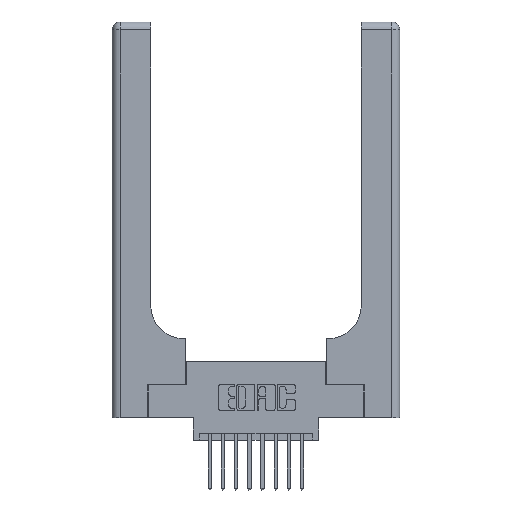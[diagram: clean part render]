
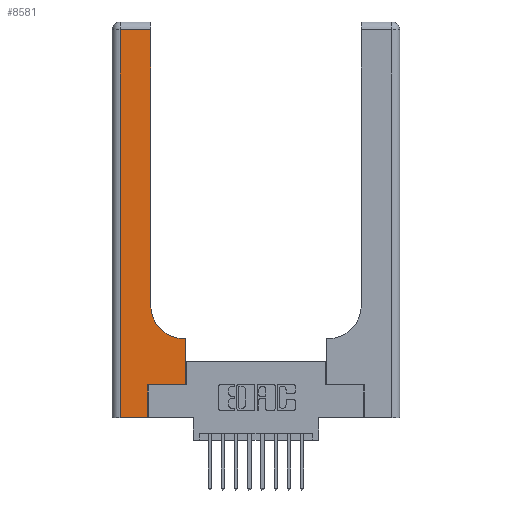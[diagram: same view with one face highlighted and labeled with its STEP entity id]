
A CAD part, top view. The second image highlights one B-rep face of the part: STEP entity #8581.
In plain terms, the highlighted planar face has unit normal (0, 0, 1).
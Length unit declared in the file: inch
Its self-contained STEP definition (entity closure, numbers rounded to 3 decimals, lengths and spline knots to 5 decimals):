
#41 = ORIENTED_EDGE ( 'NONE', *, *, #13427, .T. ) ;
#134 = LINE ( 'NONE', #362, #13086 ) ;
#173 = VERTEX_POINT ( 'NONE', #3821 ) ;
#271 = DIRECTION ( 'NONE',  ( 0., 0., -1. ) ) ;
#362 = CARTESIAN_POINT ( 'NONE',  ( 0.06, 3., 0.37 ) ) ;
#382 = CARTESIAN_POINT ( 'NONE',  ( 0.5415, 0.85, 0.37 ) ) ;
#510 = CARTESIAN_POINT ( 'NONE',  ( 0.269, 0.25, 0.37 ) ) ;
#672 = LINE ( 'NONE', #15003, #8693 ) ;
#1055 = LINE ( 'NONE', #13706, #5361 ) ;
#1266 = VERTEX_POINT ( 'NONE', #11128 ) ;
#1744 = DIRECTION ( 'NONE',  ( 0., 1., 0. ) ) ;
#1769 = ORIENTED_EDGE ( 'NONE', *, *, #15453, .T. ) ;
#1826 = VECTOR ( 'NONE', #4038, 39.37008 ) ;
#1882 = EDGE_CURVE ( 'NONE', #1266, #5813, #12508, .T. ) ;
#2243 = LINE ( 'NONE', #510, #5789 ) ;
#2392 = LINE ( 'NONE', #10356, #1826 ) ;
#2815 = DIRECTION ( 'NONE',  ( 1., 0., 0. ) ) ;
#3426 = PLANE ( 'NONE',  #7512 ) ;
#3635 = CARTESIAN_POINT ( 'NONE',  ( 0., 3., 0.37 ) ) ;
#3821 = CARTESIAN_POINT ( 'NONE',  ( 0.2915, 0.85, 0.37 ) ) ;
#3826 = EDGE_CURVE ( 'NONE', #173, #11347, #2392, .T. ) ;
#4038 = DIRECTION ( 'NONE',  ( 0., 1., 0. ) ) ;
#4055 = LINE ( 'NONE', #9100, #11715 ) ;
#4068 = ORIENTED_EDGE ( 'NONE', *, *, #15438, .T. ) ;
#4115 = DIRECTION ( 'NONE',  ( -1., 0., 0. ) ) ;
#4133 = DIRECTION ( 'NONE',  ( -1., 0., 0. ) ) ;
#5183 = CARTESIAN_POINT ( 'NONE',  ( 0.06, 2.94, 0.37 ) ) ;
#5197 = CARTESIAN_POINT ( 'NONE',  ( 0.269, 0., 0.37 ) ) ;
#5272 = DIRECTION ( 'NONE',  ( 0., -1., 0. ) ) ;
#5361 = VECTOR ( 'NONE', #10161, 39.37008 ) ;
#5789 = VECTOR ( 'NONE', #11998, 39.37008 ) ;
#5813 = VERTEX_POINT ( 'NONE', #5197 ) ;
#5885 = VERTEX_POINT ( 'NONE', #5183 ) ;
#5907 = CARTESIAN_POINT ( 'NONE',  ( 0.2915, 2.94, 0.37 ) ) ;
#5962 = EDGE_CURVE ( 'NONE', #14862, #173, #14549, .T. ) ;
#6514 = ORIENTED_EDGE ( 'NONE', *, *, #1882, .T. ) ;
#6764 = DIRECTION ( 'NONE',  ( 0., 1., 0. ) ) ;
#6798 = LINE ( 'NONE', #7962, #14049 ) ;
#7093 = CARTESIAN_POINT ( 'NONE',  ( 0.5415, 0.6, 0.37 ) ) ;
#7197 = VECTOR ( 'NONE', #11391, 39.37008 ) ;
#7429 = DIRECTION ( 'NONE',  ( 0., 0., -1. ) ) ;
#7512 = AXIS2_PLACEMENT_3D ( 'NONE', #3635, #7429, #4133 ) ;
#7548 = EDGE_CURVE ( 'NONE', #10387, #16022, #672, .T. ) ;
#7838 = ORIENTED_EDGE ( 'NONE', *, *, #14683, .T. ) ;
#7962 = CARTESIAN_POINT ( 'NONE',  ( 0.2915, 0.6, 0.37 ) ) ;
#8035 = VERTEX_POINT ( 'NONE', #8722 ) ;
#8154 = AXIS2_PLACEMENT_3D ( 'NONE', #382, #271, #2815 ) ;
#8222 = CARTESIAN_POINT ( 'NONE',  ( 0.5585, 0.6, 0.37 ) ) ;
#8496 = ORIENTED_EDGE ( 'NONE', *, *, #16006, .T. ) ;
#8581 = ADVANCED_FACE ( 'NONE', ( #14353 ), #3426, .F. ) ;
#8693 = VECTOR ( 'NONE', #6764, 39.37008 ) ;
#8722 = CARTESIAN_POINT ( 'NONE',  ( 0.269, 0.25, 0.37 ) ) ;
#8982 = CARTESIAN_POINT ( 'NONE',  ( 0., 0., 0.37 ) ) ;
#9100 = CARTESIAN_POINT ( 'NONE',  ( 0.269, 0., 0.37 ) ) ;
#10161 = DIRECTION ( 'NONE',  ( -1., 0., 0. ) ) ;
#10275 = ORIENTED_EDGE ( 'NONE', *, *, #5962, .T. ) ;
#10356 = CARTESIAN_POINT ( 'NONE',  ( 0.2915, 3., 0.37 ) ) ;
#10387 = VERTEX_POINT ( 'NONE', #14284 ) ;
#11128 = CARTESIAN_POINT ( 'NONE',  ( 0.06, 0., 0.37 ) ) ;
#11347 = VERTEX_POINT ( 'NONE', #5907 ) ;
#11391 = DIRECTION ( 'NONE',  ( 1., 0., 0. ) ) ;
#11418 = EDGE_LOOP ( 'NONE', ( #15109, #41, #1769, #6514, #7838, #8496, #15917, #4068, #10275 ) ) ;
#11715 = VECTOR ( 'NONE', #1744, 39.37008 ) ;
#11998 = DIRECTION ( 'NONE',  ( 1., 0., 0. ) ) ;
#12508 = LINE ( 'NONE', #8982, #7197 ) ;
#13086 = VECTOR ( 'NONE', #5272, 39.37008 ) ;
#13427 = EDGE_CURVE ( 'NONE', #11347, #5885, #1055, .T. ) ;
#13706 = CARTESIAN_POINT ( 'NONE',  ( 0., 2.94, 0.37 ) ) ;
#14049 = VECTOR ( 'NONE', #4115, 39.37008 ) ;
#14284 = CARTESIAN_POINT ( 'NONE',  ( 0.5585, 0.25, 0.37 ) ) ;
#14353 = FACE_OUTER_BOUND ( 'NONE', #11418, .T. ) ;
#14549 = CIRCLE ( 'NONE', #8154, 0.25 ) ;
#14683 = EDGE_CURVE ( 'NONE', #5813, #8035, #4055, .T. ) ;
#14862 = VERTEX_POINT ( 'NONE', #7093 ) ;
#15003 = CARTESIAN_POINT ( 'NONE',  ( 0.5585, 0.25, 0.37 ) ) ;
#15109 = ORIENTED_EDGE ( 'NONE', *, *, #3826, .T. ) ;
#15438 = EDGE_CURVE ( 'NONE', #16022, #14862, #6798, .T. ) ;
#15453 = EDGE_CURVE ( 'NONE', #5885, #1266, #134, .T. ) ;
#15917 = ORIENTED_EDGE ( 'NONE', *, *, #7548, .T. ) ;
#16006 = EDGE_CURVE ( 'NONE', #8035, #10387, #2243, .T. ) ;
#16022 = VERTEX_POINT ( 'NONE', #8222 ) ;
